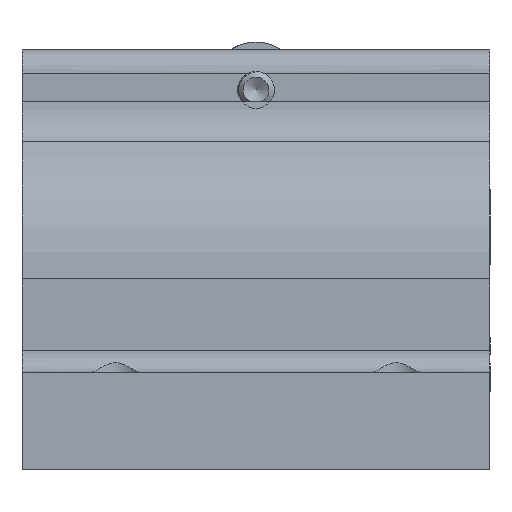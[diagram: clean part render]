
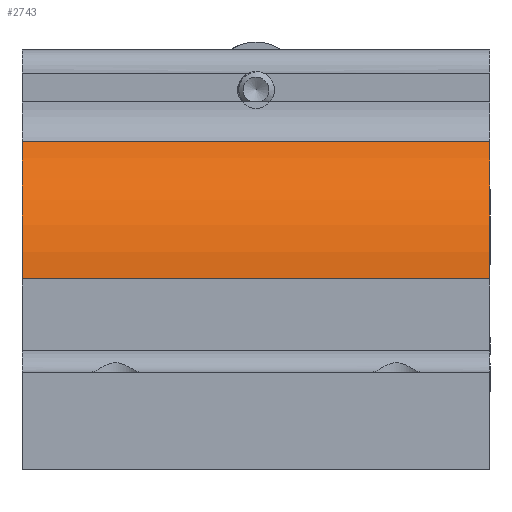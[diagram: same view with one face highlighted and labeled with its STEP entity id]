
A CAD part, left-side view. The second image highlights one B-rep face of the part: STEP entity #2743.
In plain terms, the highlighted cylindrical face has radius 22.098 mm (diameter 44.196 mm), a partial arc.
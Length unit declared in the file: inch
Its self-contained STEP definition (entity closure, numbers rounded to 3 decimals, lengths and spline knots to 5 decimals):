
#264=FACE_OUTER_BOUND('',#419,.T.);
#419=EDGE_LOOP('',(#1987,#1988,#1989,#1990));
#624=LINE('',#4299,#799);
#642=LINE('',#4331,#817);
#799=VECTOR('',#3421,39.37008);
#817=VECTOR('',#3467,39.37008);
#938=CIRCLE('',#2944,0.87);
#946=CIRCLE('',#2953,0.87);
#1117=VERTEX_POINT('',#4251);
#1118=VERTEX_POINT('',#4253);
#1123=VERTEX_POINT('',#4269);
#1124=VERTEX_POINT('',#4271);
#1408=EDGE_CURVE('',#1117,#1118,#938,.T.);
#1419=EDGE_CURVE('',#1123,#1124,#946,.T.);
#1436=EDGE_CURVE('',#1123,#1118,#624,.T.);
#1454=EDGE_CURVE('',#1124,#1117,#642,.T.);
#1987=ORIENTED_EDGE('',*,*,#1408,.F.);
#1988=ORIENTED_EDGE('',*,*,#1454,.F.);
#1989=ORIENTED_EDGE('',*,*,#1419,.F.);
#1990=ORIENTED_EDGE('',*,*,#1436,.T.);
#2491=CYLINDRICAL_SURFACE('',#2978,0.87);
#2743=ADVANCED_FACE('',(#264),#2491,.T.);
#2944=AXIS2_PLACEMENT_3D('',#4254,#3371,#3372);
#2953=AXIS2_PLACEMENT_3D('',#4272,#3392,#3393);
#2978=AXIS2_PLACEMENT_3D('',#4332,#3468,#3469);
#3371=DIRECTION('center_axis',(0.,1.,0.));
#3372=DIRECTION('ref_axis',(0.,0.,
-1.));
#3392=DIRECTION('center_axis',(0.,-1.,0.));
#3393=DIRECTION('ref_axis',(-1.,0.,0.));
#3421=DIRECTION('',(0.,1.,0.));
#3467=DIRECTION('',(0.,1.,0.));
#3468=DIRECTION('center_axis',(0.,1.,0.));
#3469=DIRECTION('ref_axis',(0.,0.,
-1.));
#4251=CARTESIAN_POINT('',(-0.87,1.25,0.));
#4253=CARTESIAN_POINT('',(-0.46607,1.25,0.73463));
#4254=CARTESIAN_POINT('Origin',(0.,1.25,0.));
#4269=CARTESIAN_POINT('',(-0.46607,-1.25,0.73463));
#4271=CARTESIAN_POINT('',(-0.87,-1.25,0.));
#4272=CARTESIAN_POINT('Origin',(0.,-1.25,0.));
#4299=CARTESIAN_POINT('',(-0.46607,-1.5,0.73463));
#4331=CARTESIAN_POINT('',(-0.87,-1.5,0.));
#4332=CARTESIAN_POINT('Origin',(0.,-1.5,0.));
